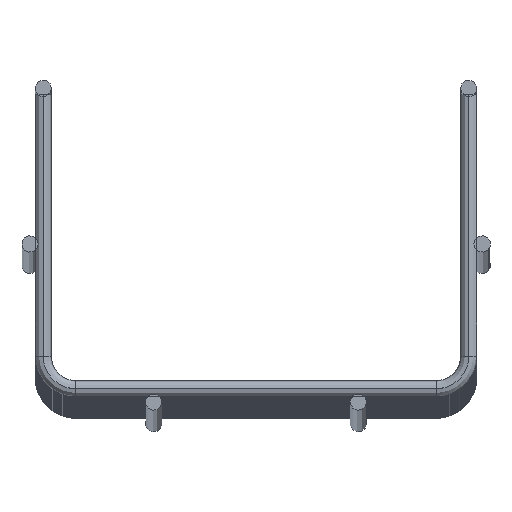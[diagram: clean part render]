
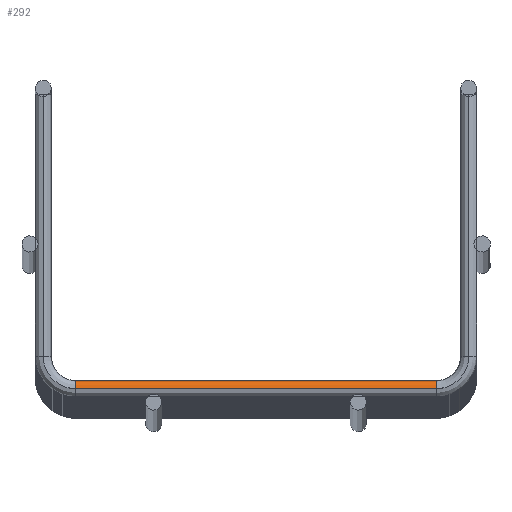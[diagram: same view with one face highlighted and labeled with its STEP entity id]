
A CAD part, top view. The second image highlights one B-rep face of the part: STEP entity #292.
In plain terms, the highlighted cylindrical face has radius 2 mm (diameter 4 mm), a partial arc.
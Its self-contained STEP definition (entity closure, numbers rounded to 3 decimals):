
#234 = LINE ( 'NONE', #1592, #2000 ) ;
#292 = ADVANCED_FACE ( 'NONE', ( #9624 ), #10704, .T. ) ;
#839 = AXIS2_PLACEMENT_3D ( 'NONE', #5262, #5607, #8061 ) ;
#1225 = EDGE_CURVE ( 'NONE', #12244, #10751, #16461, .T. ) ;
#1592 = CARTESIAN_POINT ( 'NONE',  ( -44., 4., -2. ) ) ;
#2000 = VECTOR ( 'NONE', #11135, 1000. ) ;
#2199 = VECTOR ( 'NONE', #14008, 1000. ) ;
#2278 = EDGE_CURVE ( 'NONE', #17905, #12244, #234, .T. ) ;
#3341 = EDGE_CURVE ( 'NONE', #17905, #5003, #4821, .T. ) ;
#4417 = DIRECTION ( 'NONE',  ( 1., 0., 0. ) ) ;
#4821 = CIRCLE ( 'NONE', #10331, 2. ) ;
#5003 = VERTEX_POINT ( 'NONE', #6345 ) ;
#5174 = EDGE_LOOP ( 'NONE', ( #12671, #10270, #7308, #11640 ) ) ;
#5262 = CARTESIAN_POINT ( 'NONE',  ( -44., 2., -2. ) ) ;
#5283 = EDGE_CURVE ( 'NONE', #5003, #10751, #7047, .T. ) ;
#5607 = DIRECTION ( 'NONE',  ( 1., 0., 0. ) ) ;
#6345 = CARTESIAN_POINT ( 'NONE',  ( 44., 2., 0. ) ) ;
#6527 = DIRECTION ( 'NONE',  ( -1., 0., 0. ) ) ;
#6719 = DIRECTION ( 'NONE',  ( 0., -1., 0. ) ) ;
#7047 = LINE ( 'NONE', #11204, #2199 ) ;
#7308 = ORIENTED_EDGE ( 'NONE', *, *, #5283, .F. ) ;
#8055 = CARTESIAN_POINT ( 'NONE',  ( -54., 2., -2. ) ) ;
#8061 = DIRECTION ( 'NONE',  ( 0., 0., -1. ) ) ;
#8496 = DIRECTION ( 'NONE',  ( 0., 0., -1. ) ) ;
#8951 = CARTESIAN_POINT ( 'NONE',  ( -44., 4., -2. ) ) ;
#9624 = FACE_OUTER_BOUND ( 'NONE', #5174, .T. ) ;
#9958 = CARTESIAN_POINT ( 'NONE',  ( 44., 2., -2. ) ) ;
#10270 = ORIENTED_EDGE ( 'NONE', *, *, #1225, .T. ) ;
#10331 = AXIS2_PLACEMENT_3D ( 'NONE', #9958, #4417, #8496 ) ;
#10704 = CYLINDRICAL_SURFACE ( 'NONE', #10997, 2. ) ;
#10751 = VERTEX_POINT ( 'NONE', #15958 ) ;
#10997 = AXIS2_PLACEMENT_3D ( 'NONE', #8055, #6527, #6719 ) ;
#11135 = DIRECTION ( 'NONE',  ( -1., 0., 0. ) ) ;
#11204 = CARTESIAN_POINT ( 'NONE',  ( -44., 2., 0. ) ) ;
#11640 = ORIENTED_EDGE ( 'NONE', *, *, #3341, .F. ) ;
#12244 = VERTEX_POINT ( 'NONE', #8951 ) ;
#12671 = ORIENTED_EDGE ( 'NONE', *, *, #2278, .T. ) ;
#13069 = CARTESIAN_POINT ( 'NONE',  ( 44., 4., -2. ) ) ;
#14008 = DIRECTION ( 'NONE',  ( -1., 0., 0. ) ) ;
#15958 = CARTESIAN_POINT ( 'NONE',  ( -44., 2., 0. ) ) ;
#16461 = CIRCLE ( 'NONE', #839, 2. ) ;
#17905 = VERTEX_POINT ( 'NONE', #13069 ) ;
